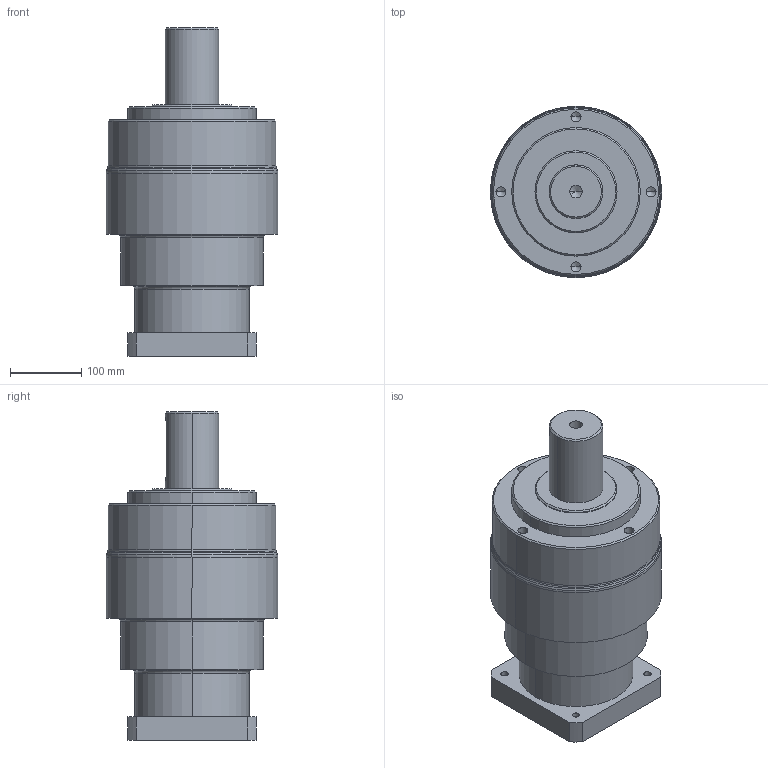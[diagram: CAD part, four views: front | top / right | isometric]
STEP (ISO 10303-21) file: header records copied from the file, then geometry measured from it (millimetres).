
FILE_DESCRIPTION((''),'2;1');
FILE_NAME('VRL235-L2-S2','2022-06-14T13:07:26',('Administrator'),(''),'CREO PARAMETRIC BY PTC INC, 2019010','CREO PARAMETRIC BY PTC INC, 2019010','');
FILE_SCHEMA(('CONFIG_CONTROL_DESIGN'));
Length unit declared in the file: millimetre
Products named in the file (1): VRL235-L2-S2
Bounding box: 240 x 240 x 460 mm (x, y, z)
Volume: 12074820.4 mm3; surface area: 459698.7 mm2
Topology: 1 solids, 1 shells, 220 faces, 526 edges, 331 vertices
Faces by surface type: plane 80, cylinder 70, torus 40, cone 30
Entity records: 6486 total; most frequent: DIRECTION 1210, CARTESIAN_POINT 1149, ORIENTED_EDGE 1032, EDGE_CURVE 516, AXIS2_PLACEMENT_3D 486, VERTEX_POINT 331, CIRCLE 266, EDGE_LOOP 261
